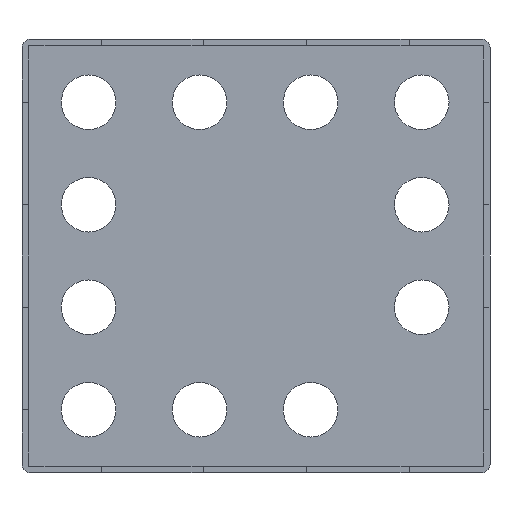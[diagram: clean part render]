
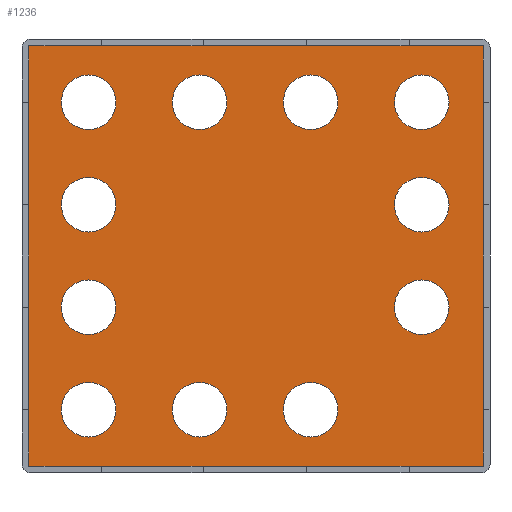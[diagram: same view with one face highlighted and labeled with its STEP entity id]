
A CAD part, front view. The second image highlights one B-rep face of the part: STEP entity #1236.
In plain terms, the highlighted planar face has unit normal (0, -1, 0).
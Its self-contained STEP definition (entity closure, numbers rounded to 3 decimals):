
#56=PLANE('',#1331);
#134=LINE('',#1904,#262);
#144=LINE('',#1921,#272);
#183=LINE('',#2000,#311);
#184=LINE('',#2002,#312);
#262=VECTOR('',#1549,10.);
#272=VECTOR('',#1565,10.);
#311=VECTOR('',#1642,10.);
#312=VECTOR('',#1645,10.);
#329=FACE_BOUND('',#482,.T.);
#330=FACE_BOUND('',#483,.T.);
#331=FACE_BOUND('',#484,.T.);
#332=FACE_BOUND('',#485,.T.);
#333=FACE_BOUND('',#486,.T.);
#334=FACE_BOUND('',#487,.T.);
#335=FACE_BOUND('',#488,.T.);
#336=FACE_BOUND('',#489,.T.);
#337=FACE_BOUND('',#490,.T.);
#338=FACE_BOUND('',#491,.T.);
#339=FACE_BOUND('',#492,.T.);
#404=FACE_OUTER_BOUND('',#481,.T.);
#481=EDGE_LOOP('',(#1128,#1129,#1130,#1131));
#482=EDGE_LOOP('',(#1132));
#483=EDGE_LOOP('',(#1133));
#484=EDGE_LOOP('',(#1134));
#485=EDGE_LOOP('',(#1135));
#486=EDGE_LOOP('',(#1136));
#487=EDGE_LOOP('',(#1137));
#488=EDGE_LOOP('',(#1138));
#489=EDGE_LOOP('',(#1139));
#490=EDGE_LOOP('',(#1140));
#491=EDGE_LOOP('',(#1141));
#492=EDGE_LOOP('',(#1142));
#513=CIRCLE('',#1250,0.8);
#541=CIRCLE('',#1332,0.8);
#542=CIRCLE('',#1333,0.8);
#543=CIRCLE('',#1334,0.8);
#544=CIRCLE('',#1335,0.8);
#545=CIRCLE('',#1336,0.8);
#546=CIRCLE('',#1337,0.8);
#547=CIRCLE('',#1338,0.8);
#548=CIRCLE('',#1339,0.8);
#549=CIRCLE('',#1340,0.8);
#550=CIRCLE('',#1341,0.8);
#551=VERTEX_POINT('',#1690);
#628=VERTEX_POINT('',#1901);
#629=VERTEX_POINT('',#1903);
#632=VERTEX_POINT('',#1918);
#633=VERTEX_POINT('',#1920);
#655=VERTEX_POINT('',#2004);
#656=VERTEX_POINT('',#2006);
#657=VERTEX_POINT('',#2008);
#658=VERTEX_POINT('',#2010);
#659=VERTEX_POINT('',#2012);
#660=VERTEX_POINT('',#2014);
#661=VERTEX_POINT('',#2016);
#662=VERTEX_POINT('',#2018);
#663=VERTEX_POINT('',#2020);
#664=VERTEX_POINT('',#2022);
#665=EDGE_CURVE('',#551,#551,#513,.T.);
#770=EDGE_CURVE('',#628,#629,#134,.F.);
#780=EDGE_CURVE('',#632,#633,#144,.F.);
#819=EDGE_CURVE('',#629,#632,#183,.F.);
#820=EDGE_CURVE('',#633,#628,#184,.F.);
#821=EDGE_CURVE('',#655,#655,#541,.T.);
#822=EDGE_CURVE('',#656,#656,#542,.T.);
#823=EDGE_CURVE('',#657,#657,#543,.T.);
#824=EDGE_CURVE('',#658,#658,#544,.T.);
#825=EDGE_CURVE('',#659,#659,#545,.T.);
#826=EDGE_CURVE('',#660,#660,#546,.T.);
#827=EDGE_CURVE('',#661,#661,#547,.T.);
#828=EDGE_CURVE('',#662,#662,#548,.T.);
#829=EDGE_CURVE('',#663,#663,#549,.T.);
#830=EDGE_CURVE('',#664,#664,#550,.T.);
#1128=ORIENTED_EDGE('',*,*,#780,.F.);
#1129=ORIENTED_EDGE('',*,*,#819,.F.);
#1130=ORIENTED_EDGE('',*,*,#770,.F.);
#1131=ORIENTED_EDGE('',*,*,#820,.F.);
#1132=ORIENTED_EDGE('',*,*,#821,.T.);
#1133=ORIENTED_EDGE('',*,*,#822,.T.);
#1134=ORIENTED_EDGE('',*,*,#823,.T.);
#1135=ORIENTED_EDGE('',*,*,#824,.T.);
#1136=ORIENTED_EDGE('',*,*,#825,.T.);
#1137=ORIENTED_EDGE('',*,*,#826,.T.);
#1138=ORIENTED_EDGE('',*,*,#827,.T.);
#1139=ORIENTED_EDGE('',*,*,#828,.T.);
#1140=ORIENTED_EDGE('',*,*,#829,.T.);
#1141=ORIENTED_EDGE('',*,*,#830,.T.);
#1142=ORIENTED_EDGE('',*,*,#665,.T.);
#1236=ADVANCED_FACE('',(#404,#329,#330,#331,#332,#333,#334,#335,#336,#337,
#338,#339),#56,.F.);
#1250=AXIS2_PLACEMENT_3D('',#1691,#1356,#1357);
#1331=AXIS2_PLACEMENT_3D('',#2003,#1646,#1647);
#1332=AXIS2_PLACEMENT_3D('',#2005,#1648,#1649);
#1333=AXIS2_PLACEMENT_3D('',#2007,#1650,#1651);
#1334=AXIS2_PLACEMENT_3D('',#2009,#1652,#1653);
#1335=AXIS2_PLACEMENT_3D('',#2011,#1654,#1655);
#1336=AXIS2_PLACEMENT_3D('',#2013,#1656,#1657);
#1337=AXIS2_PLACEMENT_3D('',#2015,#1658,#1659);
#1338=AXIS2_PLACEMENT_3D('',#2017,#1660,#1661);
#1339=AXIS2_PLACEMENT_3D('',#2019,#1662,#1663);
#1340=AXIS2_PLACEMENT_3D('',#2021,#1664,#1665);
#1341=AXIS2_PLACEMENT_3D('',#2023,#1666,#1667);
#1356=DIRECTION('center_axis',(0.,1.,0.));
#1357=DIRECTION('ref_axis',(-1.,0.,0.));
#1549=DIRECTION('',(0.,0.,-1.));
#1565=DIRECTION('',(0.,0.,1.));
#1642=DIRECTION('',(-1.,0.,0.));
#1645=DIRECTION('',(1.,0.,0.));
#1646=DIRECTION('center_axis',(0.,1.,0.));
#1647=DIRECTION('ref_axis',(0.,0.,1.));
#1648=DIRECTION('center_axis',(0.,1.,0.));
#1649=DIRECTION('ref_axis',(-1.,0.,0.));
#1650=DIRECTION('center_axis',(0.,1.,0.));
#1651=DIRECTION('ref_axis',(-1.,0.,0.));
#1652=DIRECTION('center_axis',(0.,1.,0.));
#1653=DIRECTION('ref_axis',(-1.,0.,0.));
#1654=DIRECTION('center_axis',(0.,1.,0.));
#1655=DIRECTION('ref_axis',(-1.,0.,0.));
#1656=DIRECTION('center_axis',(0.,1.,0.));
#1657=DIRECTION('ref_axis',(-1.,0.,0.));
#1658=DIRECTION('center_axis',(0.,1.,0.));
#1659=DIRECTION('ref_axis',(-1.,0.,0.));
#1660=DIRECTION('center_axis',(0.,1.,0.));
#1661=DIRECTION('ref_axis',(-1.,0.,0.));
#1662=DIRECTION('center_axis',(0.,1.,0.));
#1663=DIRECTION('ref_axis',(-1.,0.,0.));
#1664=DIRECTION('center_axis',(0.,1.,0.));
#1665=DIRECTION('ref_axis',(-1.,0.,0.));
#1666=DIRECTION('center_axis',(0.,1.,0.));
#1667=DIRECTION('ref_axis',(-1.,0.,0.));
#1690=CARTESIAN_POINT('',(-4.1,2.34,4.5));
#1691=CARTESIAN_POINT('Origin',(-4.9,2.34,4.5));
#1901=CARTESIAN_POINT('',(-6.65,2.34,-6.15));
#1903=CARTESIAN_POINT('',(-6.65,2.34,6.15));
#1904=CARTESIAN_POINT('',(-6.65,2.34,-3.175));
#1918=CARTESIAN_POINT('',(6.65,2.34,6.15));
#1920=CARTESIAN_POINT('',(6.65,2.34,-6.15));
#1921=CARTESIAN_POINT('',(6.65,2.34,3.175));
#2000=CARTESIAN_POINT('',(-3.425,2.34,6.15));
#2002=CARTESIAN_POINT('',(3.425,2.34,-6.15));
#2003=CARTESIAN_POINT('Origin',(0.,2.34,0.));
#2004=CARTESIAN_POINT('',(2.4,2.34,-4.5));
#2005=CARTESIAN_POINT('Origin',(1.6,2.34,-4.5));
#2006=CARTESIAN_POINT('',(-0.85,2.34,-4.5));
#2007=CARTESIAN_POINT('Origin',(-1.65,2.34,-4.5));
#2008=CARTESIAN_POINT('',(-4.1,2.34,-4.5));
#2009=CARTESIAN_POINT('Origin',(-4.9,2.34,-4.5));
#2010=CARTESIAN_POINT('',(5.65,2.34,-1.5));
#2011=CARTESIAN_POINT('Origin',(4.85,2.34,-1.5));
#2012=CARTESIAN_POINT('',(-4.1,2.34,-1.5));
#2013=CARTESIAN_POINT('Origin',(-4.9,2.34,-1.5));
#2014=CARTESIAN_POINT('',(5.65,2.34,1.5));
#2015=CARTESIAN_POINT('Origin',(4.85,2.34,1.5));
#2016=CARTESIAN_POINT('',(-4.1,2.34,1.5));
#2017=CARTESIAN_POINT('Origin',(-4.9,2.34,1.5));
#2018=CARTESIAN_POINT('',(5.65,2.34,4.5));
#2019=CARTESIAN_POINT('Origin',(4.85,2.34,4.5));
#2020=CARTESIAN_POINT('',(2.4,2.34,4.5));
#2021=CARTESIAN_POINT('Origin',(1.6,2.34,4.5));
#2022=CARTESIAN_POINT('',(-0.85,2.34,4.5));
#2023=CARTESIAN_POINT('Origin',(-1.65,2.34,4.5));
